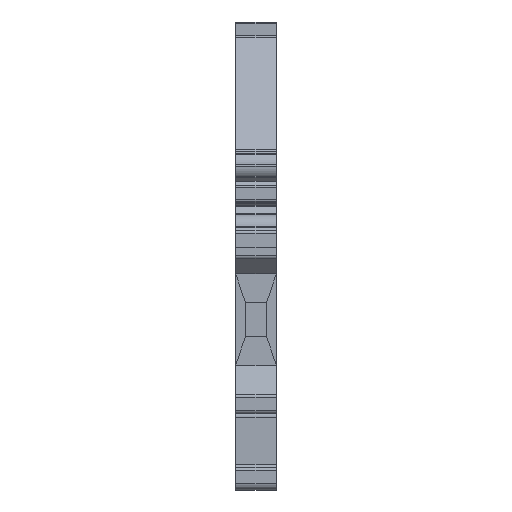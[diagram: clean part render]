
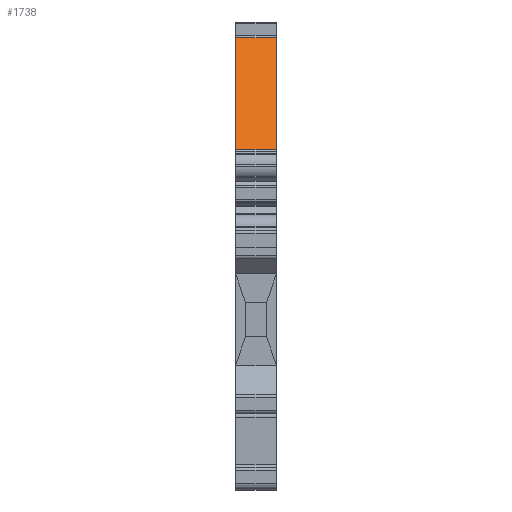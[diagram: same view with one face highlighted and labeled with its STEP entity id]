
A CAD part, left-side view. The second image highlights one B-rep face of the part: STEP entity #1738.
In plain terms, the highlighted planar face has unit normal (-0.867, 0, 0.498).
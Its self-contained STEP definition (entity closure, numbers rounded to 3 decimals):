
#260 = EDGE_CURVE ( 'NONE', #31147, #9790, #16163, .T. ) ;
#1109 = CARTESIAN_POINT ( 'NONE',  ( -18.581, 0., 59.782 ) ) ;
#1738 = ADVANCED_FACE ( 'NONE', ( #20465 ), #19913, .F. ) ;
#5177 = CARTESIAN_POINT ( 'NONE',  ( -28.026, 0., 43.332 ) ) ;
#5265 = AXIS2_PLACEMENT_3D ( 'NONE', #34741, #11446, #22998 ) ;
#5491 = VECTOR ( 'NONE', #16551, 1000. ) ;
#8679 = ORIENTED_EDGE ( 'NONE', *, *, #260, .F. ) ;
#8757 = EDGE_CURVE ( 'NONE', #32018, #31147, #31125, .T. ) ;
#9649 = VERTEX_POINT ( 'NONE', #5177 ) ;
#9658 = EDGE_CURVE ( 'NONE', #32018, #9649, #17233, .T. ) ;
#9790 = VERTEX_POINT ( 'NONE', #1109 ) ;
#11446 = DIRECTION ( 'NONE',  ( 0.867, 0., -0.498 ) ) ;
#13447 = CARTESIAN_POINT ( 'NONE',  ( -18.581, 6., 59.782 ) ) ;
#15757 = ORIENTED_EDGE ( 'NONE', *, *, #9658, .T. ) ;
#16163 = LINE ( 'NONE', #13447, #5491 ) ;
#16352 = ORIENTED_EDGE ( 'NONE', *, *, #8757, .F. ) ;
#16551 = DIRECTION ( 'NONE',  ( 0., -1., 0. ) ) ;
#17233 = LINE ( 'NONE', #28968, #28548 ) ;
#19299 = VECTOR ( 'NONE', #22839, 1000. ) ;
#19913 = PLANE ( 'NONE',  #5265 ) ;
#20121 = DIRECTION ( 'NONE',  ( 0.498, 0., 0.867 ) ) ;
#20122 = CARTESIAN_POINT ( 'NONE',  ( -28.026, 6., 43.332 ) ) ;
#20465 = FACE_OUTER_BOUND ( 'NONE', #31603, .T. ) ;
#21332 = ORIENTED_EDGE ( 'NONE', *, *, #31359, .T. ) ;
#22839 = DIRECTION ( 'NONE',  ( 0.498, 0., 0.867 ) ) ;
#22998 = DIRECTION ( 'NONE',  ( 0., -1., 0. ) ) ;
#23842 = CARTESIAN_POINT ( 'NONE',  ( -18.581, 6., 59.782 ) ) ;
#26062 = LINE ( 'NONE', #38032, #34891 ) ;
#26068 = DIRECTION ( 'NONE',  ( 0., -1., 0. ) ) ;
#28548 = VECTOR ( 'NONE', #26068, 1000. ) ;
#28968 = CARTESIAN_POINT ( 'NONE',  ( -28.026, 6., 43.332 ) ) ;
#31125 = LINE ( 'NONE', #20122, #19299 ) ;
#31147 = VERTEX_POINT ( 'NONE', #23842 ) ;
#31359 = EDGE_CURVE ( 'NONE', #9649, #9790, #26062, .T. ) ;
#31603 = EDGE_LOOP ( 'NONE', ( #21332, #8679, #16352, #15757 ) ) ;
#32018 = VERTEX_POINT ( 'NONE', #33355 ) ;
#33355 = CARTESIAN_POINT ( 'NONE',  ( -28.026, 6., 43.332 ) ) ;
#34741 = CARTESIAN_POINT ( 'NONE',  ( -27.77, 6., 43.778 ) ) ;
#34891 = VECTOR ( 'NONE', #20121, 1000. ) ;
#38032 = CARTESIAN_POINT ( 'NONE',  ( -27.77, 0., 43.778 ) ) ;
